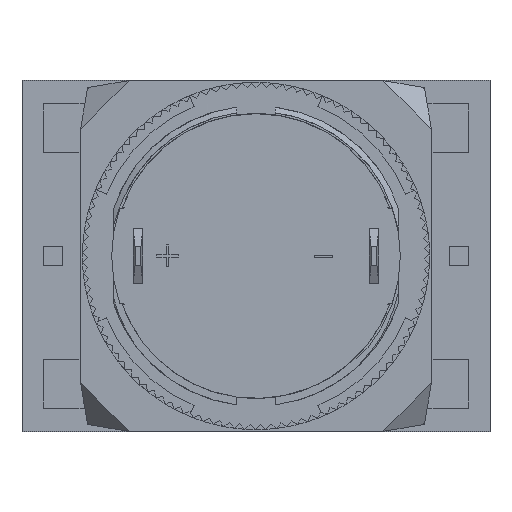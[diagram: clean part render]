
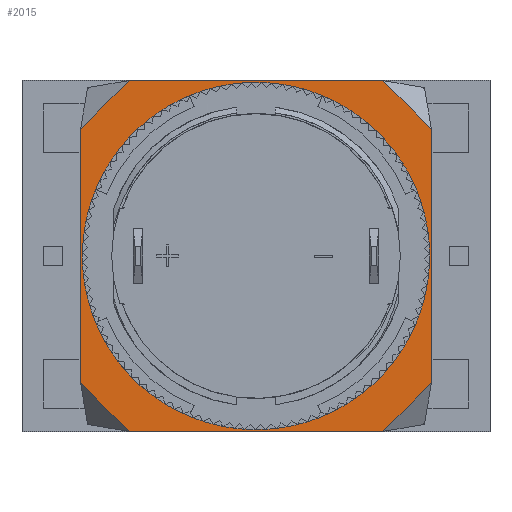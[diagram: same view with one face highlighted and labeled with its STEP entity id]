
A CAD part, front view. The second image highlights one B-rep face of the part: STEP entity #2015.
In plain terms, the highlighted planar face has unit normal (0, -1, 0).
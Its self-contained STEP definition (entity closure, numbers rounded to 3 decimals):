
#2015 = ADVANCED_FACE( '', ( #4186, #4187 ), #4188, .T. );
#4186 = FACE_BOUND( '', #8693, .T. );
#4187 = FACE_OUTER_BOUND( '', #8694, .T. );
#4188 = PLANE( '', #8695 );
#8693 = EDGE_LOOP( '', ( #15416 ) );
#8694 = EDGE_LOOP( '', ( #15417, #15418, #15419, #15420, #15421, #15422, #15423, #15424 ) );
#8695 = AXIS2_PLACEMENT_3D( '', #15425, #15426, #15427 );
#15416 = ORIENTED_EDGE( '', *, *, #18270, .T. );
#15417 = ORIENTED_EDGE( '', *, *, #18925, .F. );
#15418 = ORIENTED_EDGE( '', *, *, #19148, .F. );
#15419 = ORIENTED_EDGE( '', *, *, #19194, .F. );
#15420 = ORIENTED_EDGE( '', *, *, #19112, .F. );
#15421 = ORIENTED_EDGE( '', *, *, #19144, .F. );
#15422 = ORIENTED_EDGE( '', *, *, #19195, .F. );
#15423 = ORIENTED_EDGE( '', *, *, #17343, .F. );
#15424 = ORIENTED_EDGE( '', *, *, #18886, .F. );
#15425 = CARTESIAN_POINT( '', ( 0., 20.3, 0. ) );
#15426 = DIRECTION( '', ( 0., -1., 0. ) );
#15427 = DIRECTION( '', ( -1., 0., 0. ) );
#17343 = EDGE_CURVE( '', #20764, #20765, #20766, .T. );
#18270 = EDGE_CURVE( '', #22215, #22215, #22216, .T. );
#18886 = EDGE_CURVE( '', #19493, #20764, #23040, .T. );
#18925 = EDGE_CURVE( '', #22590, #19493, #23094, .T. );
#19112 = EDGE_CURVE( '', #23303, #22278, #23305, .T. );
#19144 = EDGE_CURVE( '', #21903, #23303, #23339, .T. );
#19148 = EDGE_CURVE( '', #20422, #22590, #23343, .T. );
#19194 = EDGE_CURVE( '', #22278, #20422, #23397, .T. );
#19195 = EDGE_CURVE( '', #20765, #21903, #23398, .T. );
#19493 = VERTEX_POINT( '', #23807 );
#20422 = VERTEX_POINT( '', #25649 );
#20764 = VERTEX_POINT( '', #26284 );
#20765 = VERTEX_POINT( '', #26285 );
#20766 = LINE( '', #26286, #26287 );
#21903 = VERTEX_POINT( '', #28204 );
#22215 = VERTEX_POINT( '', #28746 );
#22216 = CIRCLE( '', #28747, 8.9 );
#22278 = VERTEX_POINT( '', #28866 );
#22590 = VERTEX_POINT( '', #29463 );
#23040 = LINE( '', #30352, #30353 );
#23094 = LINE( '', #30506, #30507 );
#23303 = VERTEX_POINT( '', #30951 );
#23305 = LINE( '', #30954, #30955 );
#23339 = LINE( '', #31005, #31006 );
#23343 = LINE( '', #31011, #31012 );
#23397 = LINE( '', #31097, #31098 );
#23398 = LINE( '', #31099, #31100 );
#23807 = CARTESIAN_POINT( '', ( 6.5, 20.3, -9. ) );
#25649 = CARTESIAN_POINT( '', ( 9., 20.3, 6.5 ) );
#26284 = CARTESIAN_POINT( '', ( -6.5, 20.3, -9. ) );
#26285 = CARTESIAN_POINT( '', ( -9., 20.3, -6.5 ) );
#26286 = CARTESIAN_POINT( '', ( -6.5, 20.3, -9. ) );
#26287 = VECTOR( '', #32164, 1000. );
#28204 = CARTESIAN_POINT( '', ( -9., 20.3, 6.5 ) );
#28746 = CARTESIAN_POINT( '', ( -8.9, 20.3, 0. ) );
#28747 = AXIS2_PLACEMENT_3D( '', #33157, #33158, #33159 );
#28866 = CARTESIAN_POINT( '', ( 6.5, 20.3, 9. ) );
#29463 = CARTESIAN_POINT( '', ( 9., 20.3, -6.5 ) );
#30352 = CARTESIAN_POINT( '', ( 6.5, 20.3, -9. ) );
#30353 = VECTOR( '', #33692, 1000. );
#30506 = CARTESIAN_POINT( '', ( 9., 20.3, -6.5 ) );
#30507 = VECTOR( '', #33715, 1000. );
#30951 = CARTESIAN_POINT( '', ( -6.5, 20.3, 9. ) );
#30954 = CARTESIAN_POINT( '', ( -6.5, 20.3, 9. ) );
#30955 = VECTOR( '', #33802, 1000. );
#31005 = CARTESIAN_POINT( '', ( -9., 20.3, 6.5 ) );
#31006 = VECTOR( '', #33816, 1000. );
#31011 = CARTESIAN_POINT( '', ( 9., 20.3, 6.5 ) );
#31012 = VECTOR( '', #33818, 1000. );
#31097 = CARTESIAN_POINT( '', ( 6.5, 20.3, 9. ) );
#31098 = VECTOR( '', #33837, 1000. );
#31099 = CARTESIAN_POINT( '', ( -9., 20.3, -6.5 ) );
#31100 = VECTOR( '', #33838, 1000. );
#32164 = DIRECTION( '', ( -0.707, 0., 0.707 ) );
#33157 = CARTESIAN_POINT( '', ( 0., 20.3, 0. ) );
#33158 = DIRECTION( '', ( 0., 1., 0. ) );
#33159 = DIRECTION( '', ( -1., 0., 0. ) );
#33692 = DIRECTION( '', ( -1., 0., 0. ) );
#33715 = DIRECTION( '', ( -0.707, 0., -0.707 ) );
#33802 = DIRECTION( '', ( 1., 0., 0. ) );
#33816 = DIRECTION( '', ( 0.707, 0., 0.707 ) );
#33818 = DIRECTION( '', ( 0., 0., -1. ) );
#33837 = DIRECTION( '', ( 0.707, 0., -0.707 ) );
#33838 = DIRECTION( '', ( 0., 0., 1. ) );
